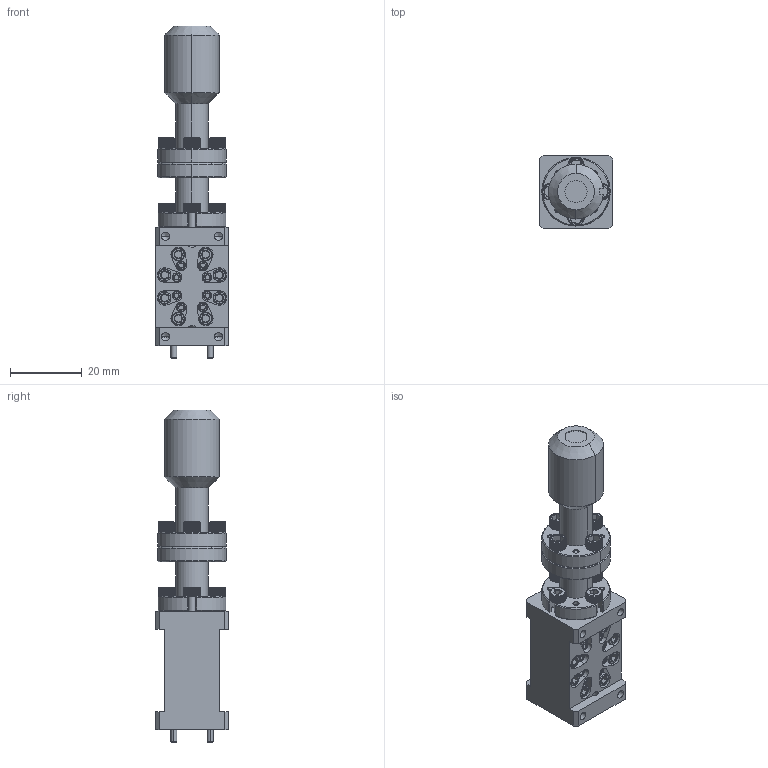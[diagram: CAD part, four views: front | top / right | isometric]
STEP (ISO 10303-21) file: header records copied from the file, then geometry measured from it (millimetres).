
FILE_DESCRIPTION (( 'STEP AP203' ), '1' );
FILE_NAME ('SAF-1141741525-082-S1-065-DP.STEP', '2021-07-16T18:50:54', ( '' ), ( '' ), 'SwSTEP 2.0', 'SolidWorks 2021', '' );
FILE_SCHEMA (( 'CONFIG_CONTROL_DESIGN' ));
Length unit declared in the file: inch
Products named in the file (1): SAF-1141741525-082-S1-065-DP
Bounding box: 20.32 x 20.32 x 92.27 mm (x, y, z)
Volume: 18734.1 mm3; surface area: 10495.2 mm2
Topology: 11 solids, 11 shells, 2038 faces, 5382 edges, 3406 vertices
Faces by surface type: plane 1059, cylinder 599, cone 356, torus 16, bspline 8
Entity records: 66189 total; most frequent: CARTESIAN_POINT 18349, ORIENTED_EDGE 10672, DIRECTION 9072, EDGE_CURVE 5336, AXIS2_PLACEMENT_3D 3473, VERTEX_POINT 3406, EDGE_LOOP 2184, VECTOR 2126
